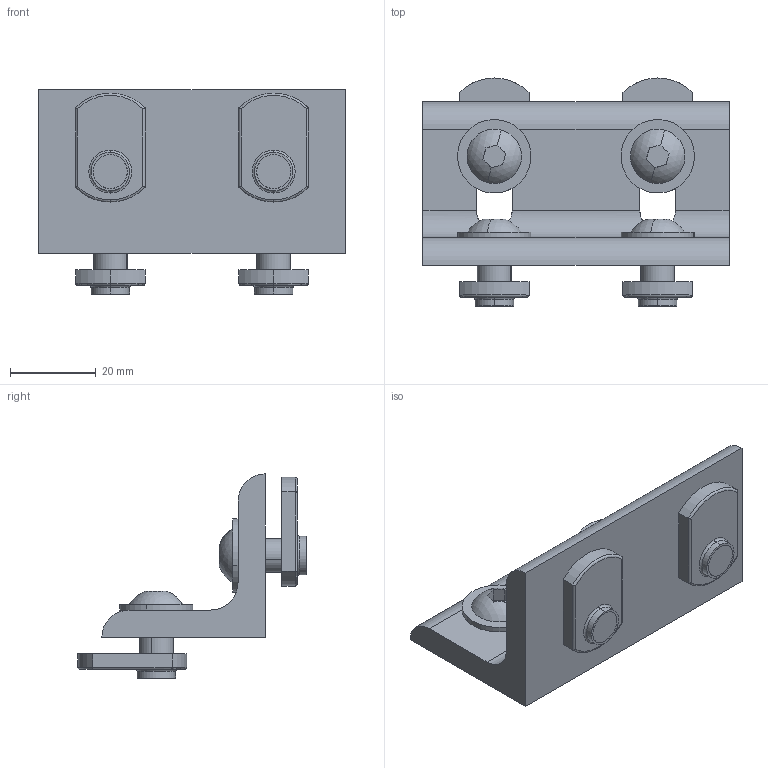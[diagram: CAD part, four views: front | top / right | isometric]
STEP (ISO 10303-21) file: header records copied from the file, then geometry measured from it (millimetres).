
FILE_DESCRIPTION (( 'STEP AP203' ), '1' );
FILE_NAME ('653132.SLDASM.step', '2003-10-13T11:25:33', ( 'Jerry Winters' ), ( 'GoEngineer' ), 'SwSTEP 2.0', 'SolidWorks 2003174', '' );
FILE_SCHEMA (( 'CONFIG_CONTROL_DESIGN' ));
Length unit declared in the file: inch
Products named in the file (5): 653132.SLDASM; Inside Corner Brackets (SLOT)_653132; 651129; 651097; FBHSCS_651134
Assembly tree (7 placements, depth 3):
  653132.SLDASM
    651129  x4
      651097
      FBHSCS_651134
    Inside Corner Brackets (SLOT)_653132
Bounding box: 71.37 x 53.21 x 47.62 mm (x, y, z)
Volume: 38197.9 mm3; surface area: 19762.9 mm2
Topology: 9 solids, 9 shells, 163 faces, 365 edges, 230 vertices
Faces by surface type: plane 70, cylinder 65, torus 20, sphere 8
Entity records: 2439 total; most frequent: CARTESIAN_POINT 392, DIRECTION 336, ORIENTED_EDGE 280, EDGE_CURVE 140, AXIS2_PLACEMENT_3D 133, VERTEX_POINT 89, LINE 70, VECTOR 70
